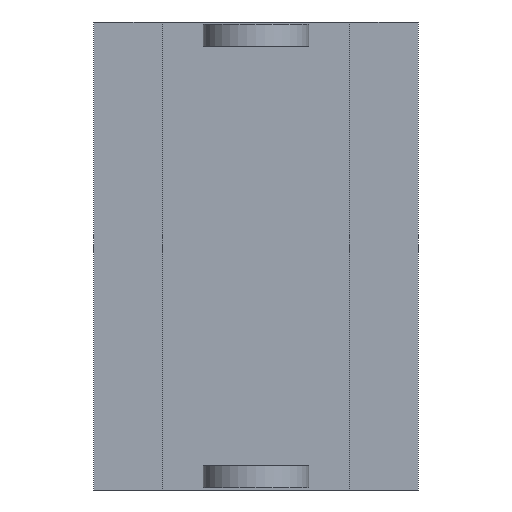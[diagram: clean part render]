
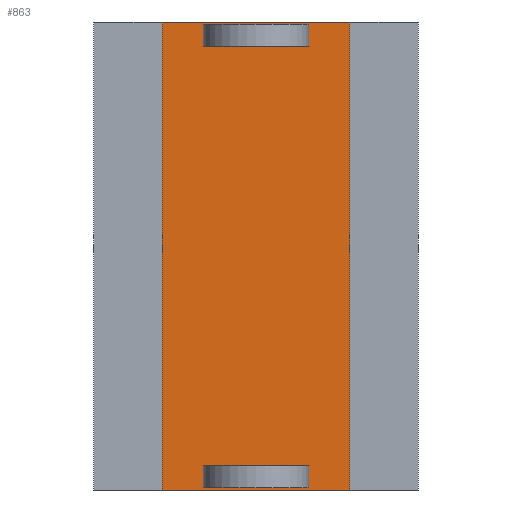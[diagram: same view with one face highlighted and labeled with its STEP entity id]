
A CAD part, front view. The second image highlights one B-rep face of the part: STEP entity #863.
In plain terms, the highlighted planar face has unit normal (0, -1, 0).
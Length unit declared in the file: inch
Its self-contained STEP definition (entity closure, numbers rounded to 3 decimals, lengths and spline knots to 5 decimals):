
#37=DIRECTION('',(1.,0.,0.));
#38=VECTOR('',#37,0.085);
#39=CARTESIAN_POINT('',(-0.0425,-0.105,-0.106));
#40=LINE('',#39,#38);
#248=DIRECTION('',(1.,0.,0.));
#249=VECTOR('',#248,0.085);
#250=CARTESIAN_POINT('',(-0.0425,-0.105,0.106));
#251=LINE('',#250,#249);
#273=DIRECTION('',(0.,0.,1.));
#274=VECTOR('',#273,0.212);
#275=CARTESIAN_POINT('',(0.0425,-0.105,-0.106));
#276=LINE('',#275,#274);
#277=DIRECTION('',(0.,0.,1.));
#278=VECTOR('',#277,0.212);
#279=CARTESIAN_POINT('',(-0.0425,-0.105,-0.106));
#280=LINE('',#279,#278);
#281=DIRECTION('',(-1.,0.,0.));
#282=VECTOR('',#281,0.048);
#283=CARTESIAN_POINT('',(0.024,-0.105,-0.095));
#284=LINE('',#283,#282);
#285=DIRECTION('',(0.,0.,1.));
#286=VECTOR('',#285,0.01);
#287=CARTESIAN_POINT('',(-0.024,-0.105,-0.105));
#288=LINE('',#287,#286);
#289=DIRECTION('',(-1.,0.,0.));
#290=VECTOR('',#289,0.048);
#291=CARTESIAN_POINT('',(0.024,-0.105,-0.105));
#292=LINE('',#291,#290);
#293=DIRECTION('',(0.,0.,1.));
#294=VECTOR('',#293,0.01);
#295=CARTESIAN_POINT('',(0.024,-0.105,-0.105));
#296=LINE('',#295,#294);
#297=DIRECTION('',(0.,0.,1.));
#298=VECTOR('',#297,0.01);
#299=CARTESIAN_POINT('',(0.024,-0.105,0.095));
#300=LINE('',#299,#298);
#301=DIRECTION('',(-1.,0.,0.));
#302=VECTOR('',#301,0.048);
#303=CARTESIAN_POINT('',(0.024,-0.105,0.105));
#304=LINE('',#303,#302);
#305=DIRECTION('',(0.,0.,-1.));
#306=VECTOR('',#305,0.01);
#307=CARTESIAN_POINT('',(-0.024,-0.105,0.105));
#308=LINE('',#307,#306);
#309=DIRECTION('',(1.,0.,0.));
#310=VECTOR('',#309,0.048);
#311=CARTESIAN_POINT('',(-0.024,-0.105,0.095));
#312=LINE('',#311,#310);
#410=CARTESIAN_POINT('',(-0.0425,-0.105,-0.106));
#412=VERTEX_POINT('',#410);
#413=CARTESIAN_POINT('',(0.0425,-0.105,-0.106));
#414=VERTEX_POINT('',#413);
#418=CARTESIAN_POINT('',(-0.0425,-0.105,0.106));
#420=VERTEX_POINT('',#418);
#421=CARTESIAN_POINT('',(0.0425,-0.105,0.106));
#422=VERTEX_POINT('',#421);
#455=CARTESIAN_POINT('',(0.024,-0.105,-0.095));
#456=CARTESIAN_POINT('',(-0.024,-0.105,-0.095));
#457=VERTEX_POINT('',#455);
#458=VERTEX_POINT('',#456);
#459=CARTESIAN_POINT('',(0.024,-0.105,-0.105));
#460=VERTEX_POINT('',#459);
#461=CARTESIAN_POINT('',(-0.024,-0.105,-0.105));
#462=VERTEX_POINT('',#461);
#463=CARTESIAN_POINT('',(0.024,-0.105,0.095));
#464=CARTESIAN_POINT('',(0.024,-0.105,0.105));
#465=VERTEX_POINT('',#463);
#466=VERTEX_POINT('',#464);
#467=CARTESIAN_POINT('',(-0.024,-0.105,0.105));
#468=VERTEX_POINT('',#467);
#469=CARTESIAN_POINT('',(-0.024,-0.105,0.095));
#470=VERTEX_POINT('',#469);
#832=CARTESIAN_POINT('',(-0.0425,-0.105,-0.106));
#833=DIRECTION('',(0.,1.,0.));
#834=DIRECTION('',(1.,0.,0.));
#835=AXIS2_PLACEMENT_3D('',#832,#833,#834);
#836=PLANE('',#835);
#837=ORIENTED_EDGE('',*,*,#522,.F.);
#838=ORIENTED_EDGE('',*,*,#791,.T.);
#839=ORIENTED_EDGE('',*,*,#806,.T.);
#840=ORIENTED_EDGE('',*,*,#825,.F.);
#841=EDGE_LOOP('',(#837,#838,#839,#840));
#842=FACE_OUTER_BOUND('',#841,.F.);
#844=ORIENTED_EDGE('',*,*,#843,.T.);
#846=ORIENTED_EDGE('',*,*,#845,.F.);
#848=ORIENTED_EDGE('',*,*,#847,.F.);
#850=ORIENTED_EDGE('',*,*,#849,.T.);
#851=EDGE_LOOP('',(#844,#846,#848,#850));
#852=FACE_BOUND('',#851,.F.);
#854=ORIENTED_EDGE('',*,*,#853,.T.);
#856=ORIENTED_EDGE('',*,*,#855,.T.);
#858=ORIENTED_EDGE('',*,*,#857,.T.);
#860=ORIENTED_EDGE('',*,*,#859,.T.);
#861=EDGE_LOOP('',(#854,#856,#858,#860));
#862=FACE_BOUND('',#861,.F.);
#863=ADVANCED_FACE('',(#842,#852,#862),#836,.F.);
#522=EDGE_CURVE('',#412,#414,#40,.T.);
#791=EDGE_CURVE('',#412,#420,#280,.T.);
#806=EDGE_CURVE('',#420,#422,#251,.T.);
#825=EDGE_CURVE('',#414,#422,#276,.T.);
#843=EDGE_CURVE('',#457,#458,#284,.T.);
#845=EDGE_CURVE('',#462,#458,#288,.T.);
#847=EDGE_CURVE('',#460,#462,#292,.T.);
#849=EDGE_CURVE('',#460,#457,#296,.T.);
#853=EDGE_CURVE('',#465,#466,#300,.T.);
#855=EDGE_CURVE('',#466,#468,#304,.T.);
#857=EDGE_CURVE('',#468,#470,#308,.T.);
#859=EDGE_CURVE('',#470,#465,#312,.T.);
